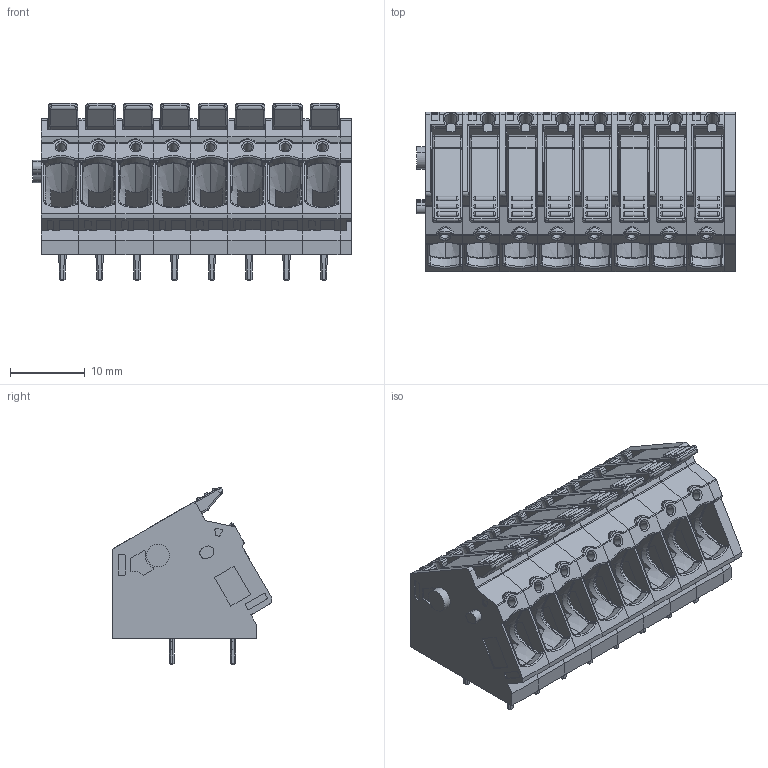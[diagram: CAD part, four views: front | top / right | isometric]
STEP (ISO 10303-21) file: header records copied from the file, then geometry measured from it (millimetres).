
FILE_DESCRIPTION(('Creo Elements/Direct Modeling STEP Export'),'2;1');
FILE_NAME('model.stp','2022-10-24T 9:25:56',(''),(''),'Creo Elements/Direct Modeling STEP processor for AP214 (Solid Model)','Creo Elements/Direct Modeling 20.1D 10-Oct-2020 (C) Parametric Technology GmbH','');
FILE_SCHEMA(('AUTOMOTIVE_DESIGN { 1 0 10303 214 1 1 1 1 }'));
Length unit declared in the file: millimetre
Products named in the file (5): AC_LPT_2_5_LEVER.2; LP_LPT_2_5_3_50.2.5; PK_LPTA_2_5_5_00.7; DK_LPTA_2_5_5_00; LPTA_2_5-8-5_00
Assembly tree (33 placements, depth 2):
  LPTA_2_5-8-5_00
    LP_LPT_2_5_3_50.2.5  x16
    AC_LPT_2_5_LEVER.2  x8
    PK_LPTA_2_5_5_00.7  x8
    DK_LPTA_2_5_5_00
Bounding box: 42.63 x 21.35 x 23.78 mm (x, y, z)
Volume: 9679 mm3; surface area: 11984.1 mm2
Topology: 33 solids, 33 shells, 3377 faces, 8535 edges, 5314 vertices
Faces by surface type: plane 1899, cylinder 791, bspline 352, torus 176, sphere 72, extrusion 55, cone 32
Entity records: 38109 total; most frequent: CARTESIAN_POINT 13844, ORIENTED_EDGE 3934, DIRECTION 3380, EDGE_CURVE 1967, VECTOR 1524, LINE 1490, VERTEX_POINT 1277, AXIS2_PLACEMENT_3D 928
